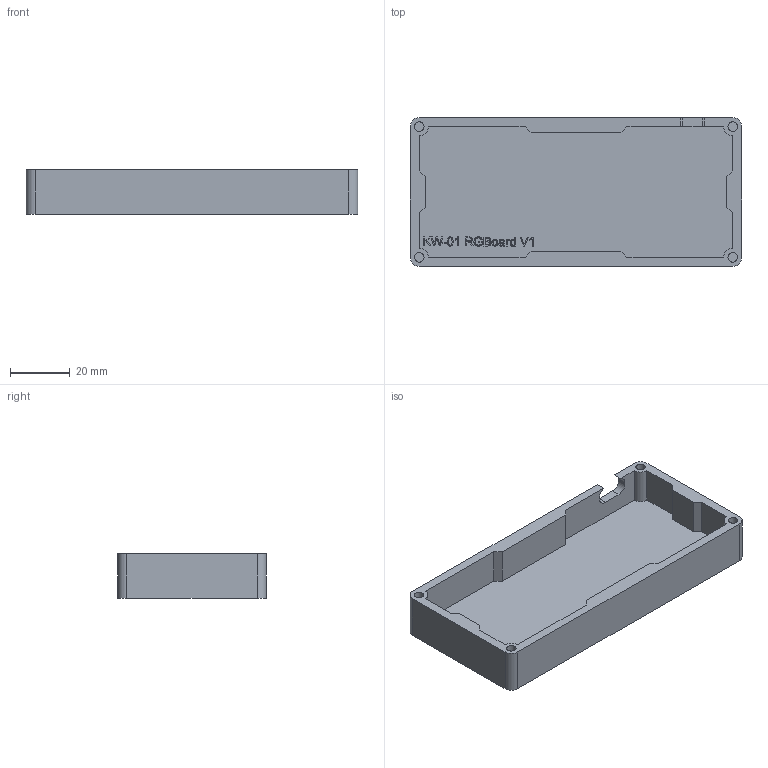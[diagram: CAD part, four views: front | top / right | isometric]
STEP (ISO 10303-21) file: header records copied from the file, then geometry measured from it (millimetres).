
FILE_DESCRIPTION(/* description */ ('','CAx-IF Rec.Pracs.---Representation and Presentation of Product Manufacturing Information (PMI)---4.0---2014-10-13'),/* implementation_level */ '2;1');
FILE_NAME(/* name */ 'Bottom.step',/* time_stamp */ '2025-02-19T20:11:19-05:00',/* author */ (''),/* organization */ (''),/* preprocessor_version */ 'ST-DEVELOPER v20',/* originating_system */ 'Autodesk Translation Framework v13.20.0.188',/* authorisation */ '');
FILE_SCHEMA (('AP242_MANAGED_MODEL_BASED_3D_ENGINEERING_MIM_LF { 1 0 10303 442 1 1 4 }'));
Length unit declared in the file: millimetre
Products named in the file (1): Bottom
Bounding box: 110.6 x 49.6 x 15 mm (x, y, z)
Volume: 29500.3 mm3; surface area: 19563.9 mm2
Topology: 1 solids, 1 shells, 331 faces, 912 edges, 608 vertices
Faces by surface type: bspline 173, plane 142, cylinder 16
Full cylindrical faces by diameter (mm): 3.2 x4
Entity records: 12108 total; most frequent: CARTESIAN_POINT 4793, ORIENTED_EDGE 1824, DIRECTION 916, EDGE_CURVE 912, VERTEX_POINT 608, LINE 534, VECTOR 534, EDGE_LOOP 356
